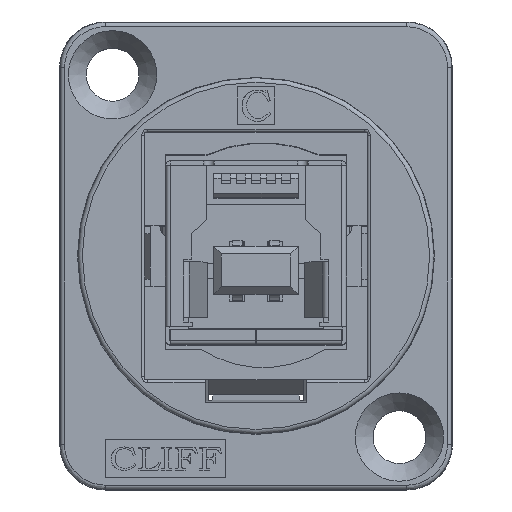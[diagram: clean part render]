
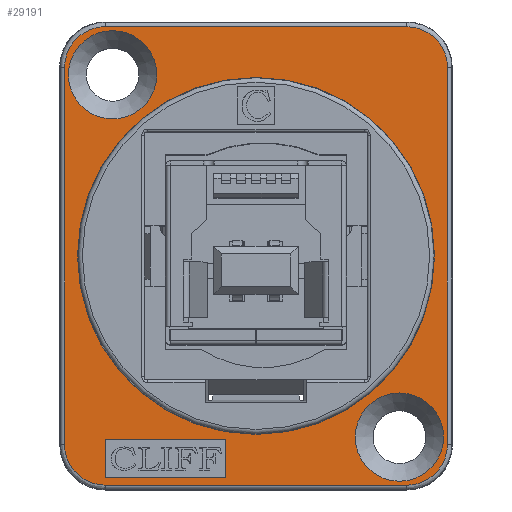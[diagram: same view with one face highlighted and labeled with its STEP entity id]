
A CAD part, top view. The second image highlights one B-rep face of the part: STEP entity #29191.
In plain terms, the highlighted planar face has unit normal (0, 0, 1).
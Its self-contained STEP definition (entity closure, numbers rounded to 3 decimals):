
#427=ELLIPSE('',#30836,2.7,2.7);
#428=ELLIPSE('',#30837,2.7,2.7);
#429=ELLIPSE('',#30838,2.7,2.7);
#430=ELLIPSE('',#30839,2.7,2.7);
#484=FACE_BOUND('',#4962,.T.);
#485=FACE_BOUND('',#4963,.T.);
#486=FACE_BOUND('',#4964,.T.);
#487=FACE_BOUND('',#4965,.T.);
#942=CIRCLE('',#30650,11.823);
#975=CIRCLE('',#30840,2.925);
#976=CIRCLE('',#30841,2.925);
#3551=FACE_OUTER_BOUND('',#4961,.T.);
#4961=EDGE_LOOP('',(#25688,#25689,#25690,#25691,#25692,#25693,#25694,#25695));
#4962=EDGE_LOOP('',(#25696,#25697,#25698,#25699));
#4963=EDGE_LOOP('',(#25700));
#4964=EDGE_LOOP('',(#25701));
#4965=EDGE_LOOP('',(#25702));
#8213=LINE('',#46681,#11653);
#8217=LINE('',#46689,#11657);
#8220=LINE('',#46695,#11660);
#8223=LINE('',#46700,#11663);
#8239=LINE('',#46761,#11679);
#8240=LINE('',#46765,#11680);
#8241=LINE('',#46769,#11681);
#8242=LINE('',#46772,#11682);
#11653=VECTOR('',#36821,2.5);
#11657=VECTOR('',#36827,8.);
#11660=VECTOR('',#36832,2.5);
#11663=VECTOR('',#36837,8.);
#11679=VECTOR('',#36895,24.965);
#11680=VECTOR('',#36898,19.965);
#11681=VECTOR('',#36901,24.965);
#11682=VECTOR('',#36904,19.965);
#14036=VERTEX_POINT('',#44720);
#14326=VERTEX_POINT('',#46679);
#14327=VERTEX_POINT('',#46680);
#14330=VERTEX_POINT('',#46688);
#14332=VERTEX_POINT('',#46694);
#14342=VERTEX_POINT('',#46757);
#14343=VERTEX_POINT('',#46758);
#14344=VERTEX_POINT('',#46760);
#14345=VERTEX_POINT('',#46762);
#14346=VERTEX_POINT('',#46764);
#14347=VERTEX_POINT('',#46766);
#14348=VERTEX_POINT('',#46768);
#14349=VERTEX_POINT('',#46770);
#14350=VERTEX_POINT('',#46773);
#14351=VERTEX_POINT('',#46775);
#17709=EDGE_CURVE('',#14036,#14036,#942,.T.);
#18173=EDGE_CURVE('',#14326,#14327,#8213,.T.);
#18177=EDGE_CURVE('',#14330,#14326,#8217,.T.);
#18180=EDGE_CURVE('',#14332,#14330,#8220,.T.);
#18183=EDGE_CURVE('',#14327,#14332,#8223,.T.);
#18206=EDGE_CURVE('',#14342,#14343,#427,.T.);
#18207=EDGE_CURVE('',#14344,#14342,#8239,.T.);
#18208=EDGE_CURVE('',#14345,#14344,#428,.T.);
#18209=EDGE_CURVE('',#14346,#14345,#8240,.T.);
#18210=EDGE_CURVE('',#14347,#14346,#429,.T.);
#18211=EDGE_CURVE('',#14348,#14347,#8241,.T.);
#18212=EDGE_CURVE('',#14349,#14348,#430,.T.);
#18213=EDGE_CURVE('',#14343,#14349,#8242,.T.);
#18214=EDGE_CURVE('',#14350,#14350,#975,.T.);
#18215=EDGE_CURVE('',#14351,#14351,#976,.T.);
#25688=ORIENTED_EDGE('',*,*,#18206,.F.);
#25689=ORIENTED_EDGE('',*,*,#18207,.F.);
#25690=ORIENTED_EDGE('',*,*,#18208,.F.);
#25691=ORIENTED_EDGE('',*,*,#18209,.F.);
#25692=ORIENTED_EDGE('',*,*,#18210,.F.);
#25693=ORIENTED_EDGE('',*,*,#18211,.F.);
#25694=ORIENTED_EDGE('',*,*,#18212,.F.);
#25695=ORIENTED_EDGE('',*,*,#18213,.F.);
#25696=ORIENTED_EDGE('',*,*,#18173,.T.);
#25697=ORIENTED_EDGE('',*,*,#18183,.T.);
#25698=ORIENTED_EDGE('',*,*,#18180,.T.);
#25699=ORIENTED_EDGE('',*,*,#18177,.T.);
#25700=ORIENTED_EDGE('',*,*,#17709,.T.);
#25701=ORIENTED_EDGE('',*,*,#18214,.T.);
#25702=ORIENTED_EDGE('',*,*,#18215,.T.);
#27933=PLANE('',#30835);
#29191=ADVANCED_FACE('',(#3551,#484,#485,#486,#487),#27933,.T.);
#30650=AXIS2_PLACEMENT_3D('',#44721,#36172,#36173);
#30835=AXIS2_PLACEMENT_3D('',#46756,#36891,#36892);
#30836=AXIS2_PLACEMENT_3D('',#46759,#36893,#36894);
#30837=AXIS2_PLACEMENT_3D('',#46763,#36896,#36897);
#30838=AXIS2_PLACEMENT_3D('',#46767,#36899,#36900);
#30839=AXIS2_PLACEMENT_3D('',#46771,#36902,#36903);
#30840=AXIS2_PLACEMENT_3D('',#46774,#36905,#36906);
#30841=AXIS2_PLACEMENT_3D('',#46776,#36907,#36908);
#36172=DIRECTION('center_axis',(0.,0.,
-1.));
#36173=DIRECTION('ref_axis',(-1.,0.,0.));
#36821=DIRECTION('',(0.,1.,0.));
#36827=DIRECTION('',(-1.,0.,0.));
#36832=DIRECTION('',(0.,-1.,0.));
#36837=DIRECTION('',(1.,0.,0.));
#36891=DIRECTION('center_axis',(0.,0.,
1.));
#36892=DIRECTION('ref_axis',(1.,0.,0.));
#36893=DIRECTION('center_axis',(0.,0.,
-1.));
#36894=DIRECTION('ref_axis',(-0.707,0.707,0.));
#36895=DIRECTION('',(0.,1.,0.));
#36896=DIRECTION('center_axis',(0.,0.,
-1.));
#36897=DIRECTION('ref_axis',(-0.707,-0.707,0.));
#36898=DIRECTION('',(-1.,0.,0.));
#36899=DIRECTION('center_axis',(0.,0.,
-1.));
#36900=DIRECTION('ref_axis',(0.707,-0.707,0.));
#36901=DIRECTION('',(0.,-1.,0.));
#36902=DIRECTION('center_axis',(0.,0.,
-1.));
#36903=DIRECTION('ref_axis',(0.707,0.707,0.));
#36904=DIRECTION('',(1.,0.,0.));
#36905=DIRECTION('center_axis',(0.,0.,
-1.));
#36906=DIRECTION('ref_axis',(1.,0.,0.));
#36907=DIRECTION('center_axis',(0.,0.,
-1.));
#36908=DIRECTION('ref_axis',(1.,0.,0.));
#44720=CARTESIAN_POINT('',(11.823,0.,0.));
#44721=CARTESIAN_POINT('Origin',(0.,0.,
0.));
#46679=CARTESIAN_POINT('',(-10.,-14.683,0.));
#46680=CARTESIAN_POINT('',(-10.,-12.183,0.));
#46681=CARTESIAN_POINT('',(-10.,-7.341,0.));
#46688=CARTESIAN_POINT('',(-2.,-14.683,0.));
#46689=CARTESIAN_POINT('',(-1.,-14.683,0.));
#46694=CARTESIAN_POINT('',(-2.,-12.183,0.));
#46695=CARTESIAN_POINT('',(-2.,-6.091,0.));
#46700=CARTESIAN_POINT('',(-5.,-12.183,0.));
#46756=CARTESIAN_POINT('Origin',(0.,0.,
0.));
#46757=CARTESIAN_POINT('',(-12.683,12.483,0.));
#46758=CARTESIAN_POINT('',(-9.983,15.183,0.));
#46759=CARTESIAN_POINT('Origin',(-9.982,12.482,0.));
#46760=CARTESIAN_POINT('',(-12.683,-12.483,0.));
#46761=CARTESIAN_POINT('',(-12.683,-7.75,0.));
#46762=CARTESIAN_POINT('',(-9.983,-15.183,0.));
#46763=CARTESIAN_POINT('Origin',(-9.982,-12.482,0.));
#46764=CARTESIAN_POINT('',(9.983,-15.183,0.));
#46765=CARTESIAN_POINT('',(6.5,-15.183,0.));
#46766=CARTESIAN_POINT('',(12.683,-12.483,0.));
#46767=CARTESIAN_POINT('Origin',(9.982,-12.482,0.));
#46768=CARTESIAN_POINT('',(12.683,12.483,0.));
#46769=CARTESIAN_POINT('',(12.683,7.75,0.));
#46770=CARTESIAN_POINT('',(9.983,15.183,0.));
#46771=CARTESIAN_POINT('Origin',(9.982,12.482,0.));
#46772=CARTESIAN_POINT('',(-6.5,15.183,0.));
#46773=CARTESIAN_POINT('',(6.575,-12.,0.));
#46774=CARTESIAN_POINT('Origin',(9.5,-12.,0.));
#46775=CARTESIAN_POINT('',(-12.425,12.,0.));
#46776=CARTESIAN_POINT('Origin',(-9.5,12.,0.));
